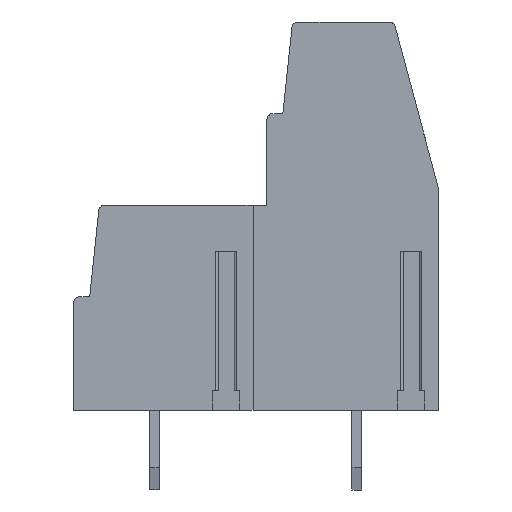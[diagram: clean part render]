
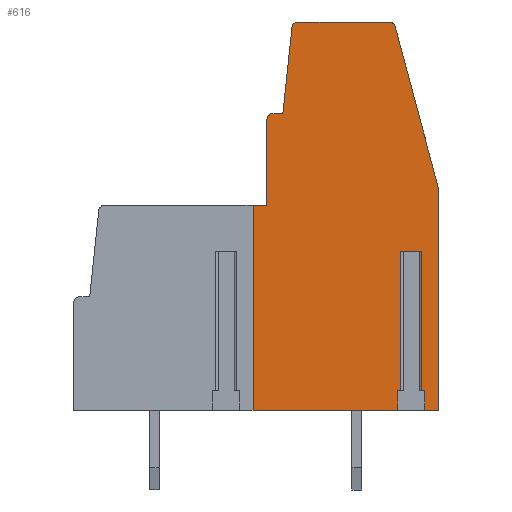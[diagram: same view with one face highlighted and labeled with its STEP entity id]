
A CAD part, front view. The second image highlights one B-rep face of the part: STEP entity #616.
In plain terms, the highlighted planar face has unit normal (0, -1, 0).
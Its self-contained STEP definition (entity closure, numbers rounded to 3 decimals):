
#616 = ADVANCED_FACE( '', ( #1251 ), #1252, .F. );
#1251 = FACE_OUTER_BOUND( '', #1880, .T. );
#1252 = PLANE( '', #1881 );
#1880 = EDGE_LOOP( '', ( #3669, #3670, #3671, #3672, #3673, #3674, #3675, #3676, #3677, #3678, #3679, #3680, #3681, #3682, #3683, #3684, #3685, #3686, #3687, #3688 ) );
#1881 = AXIS2_PLACEMENT_3D( '', #3689, #3690, #3691 );
#3669 = ORIENTED_EDGE( '', *, *, #3734, .T. );
#3670 = ORIENTED_EDGE( '', *, *, #4270, .F. );
#3671 = ORIENTED_EDGE( '', *, *, #4427, .F. );
#3672 = ORIENTED_EDGE( '', *, *, #4035, .T. );
#3673 = ORIENTED_EDGE( '', *, *, #4195, .F. );
#3674 = ORIENTED_EDGE( '', *, *, #4436, .T. );
#3675 = ORIENTED_EDGE( '', *, *, #3743, .T. );
#3676 = ORIENTED_EDGE( '', *, *, #4234, .T. );
#3677 = ORIENTED_EDGE( '', *, *, #4172, .T. );
#3678 = ORIENTED_EDGE( '', *, *, #4268, .F. );
#3679 = ORIENTED_EDGE( '', *, *, #3831, .F. );
#3680 = ORIENTED_EDGE( '', *, *, #3916, .F. );
#3681 = ORIENTED_EDGE( '', *, *, #4228, .F. );
#3682 = ORIENTED_EDGE( '', *, *, #4319, .F. );
#3683 = ORIENTED_EDGE( '', *, *, #4083, .F. );
#3684 = ORIENTED_EDGE( '', *, *, #4322, .F. );
#3685 = ORIENTED_EDGE( '', *, *, #4433, .F. );
#3686 = ORIENTED_EDGE( '', *, *, #4092, .F. );
#3687 = ORIENTED_EDGE( '', *, *, #4199, .F. );
#3688 = ORIENTED_EDGE( '', *, *, #4287, .F. );
#3689 = CARTESIAN_POINT( '', ( -15.546, 0., -14.1 ) );
#3690 = DIRECTION( '', ( 0., 1., 0. ) );
#3691 = DIRECTION( '', ( -1., 0., 0. ) );
#3734 = EDGE_CURVE( '', #4458, #4456, #4459, .T. );
#3743 = EDGE_CURVE( '', #4474, #4471, #4475, .T. );
#3831 = EDGE_CURVE( '', #4628, #4629, #4630, .T. );
#3916 = EDGE_CURVE( '', #4775, #4628, #4777, .T. );
#4035 = EDGE_CURVE( '', #4963, #4961, #4964, .T. );
#4083 = EDGE_CURVE( '', #5033, #5035, #5036, .T. );
#4092 = EDGE_CURVE( '', #5048, #5050, #5051, .T. );
#4172 = EDGE_CURVE( '', #5167, #5165, #5168, .T. );
#4195 = EDGE_CURVE( '', #5196, #4961, #5198, .T. );
#4199 = EDGE_CURVE( '', #5201, #5048, #5203, .T. );
#4228 = EDGE_CURVE( '', #5239, #4775, #5241, .T. );
#4234 = EDGE_CURVE( '', #4471, #5167, #5248, .T. );
#4268 = EDGE_CURVE( '', #4629, #5165, #5302, .T. );
#4270 = EDGE_CURVE( '', #5303, #4456, #5305, .T. );
#4287 = EDGE_CURVE( '', #4458, #5201, #5326, .T. );
#4319 = EDGE_CURVE( '', #5035, #5239, #5369, .T. );
#4322 = EDGE_CURVE( '', #5371, #5033, #5373, .T. );
#4427 = EDGE_CURVE( '', #4963, #5303, #5485, .T. );
#4433 = EDGE_CURVE( '', #5050, #5371, #5491, .T. );
#4436 = EDGE_CURVE( '', #5196, #4474, #5494, .T. );
#4456 = VERTEX_POINT( '', #5517 );
#4458 = VERTEX_POINT( '', #5520 );
#4459 = LINE( '', #5521, #5522 );
#4471 = VERTEX_POINT( '', #5539 );
#4474 = VERTEX_POINT( '', #5542 );
#4475 = LINE( '', #5543, #5544 );
#4628 = VERTEX_POINT( '', #5753 );
#4629 = VERTEX_POINT( '', #5754 );
#4630 = LINE( '', #5755, #5756 );
#4775 = VERTEX_POINT( '', #5961 );
#4777 = LINE( '', #5964, #5965 );
#4961 = VERTEX_POINT( '', #6229 );
#4963 = VERTEX_POINT( '', #6231 );
#4964 = LINE( '', #6232, #6233 );
#5033 = VERTEX_POINT( '', #6333 );
#5035 = VERTEX_POINT( '', #6336 );
#5036 = CIRCLE( '', #6337, 0.3 );
#5048 = VERTEX_POINT( '', #6353 );
#5050 = VERTEX_POINT( '', #6356 );
#5051 = CIRCLE( '', #6357, 0.3 );
#5165 = VERTEX_POINT( '', #6519 );
#5167 = VERTEX_POINT( '', #6522 );
#5168 = LINE( '', #6523, #6524 );
#5196 = VERTEX_POINT( '', #6564 );
#5198 = LINE( '', #6566, #6567 );
#5201 = VERTEX_POINT( '', #6571 );
#5203 = LINE( '', #6574, #6575 );
#5239 = VERTEX_POINT( '', #6629 );
#5241 = CIRCLE( '', #6632, 0.3 );
#5248 = LINE( '', #6639, #6640 );
#5302 = LINE( '', #6714, #6715 );
#5303 = VERTEX_POINT( '', #6716 );
#5305 = LINE( '', #6719, #6720 );
#5326 = LINE( '', #6752, #6753 );
#5369 = LINE( '', #6817, #6818 );
#5371 = VERTEX_POINT( '', #6820 );
#5373 = LINE( '', #6823, #6824 );
#5485 = LINE( '', #6975, #6976 );
#5491 = LINE( '', #6983, #6984 );
#5494 = LINE( '', #6987, #6988 );
#5517 = CARTESIAN_POINT( '', ( -6.846, 0., -19.5 ) );
#5520 = CARTESIAN_POINT( '', ( -6.846, 0., -9.2 ) );
#5521 = CARTESIAN_POINT( '', ( -6.846, 0., -14.1 ) );
#5522 = VECTOR( '', #7005, 1000. );
#5539 = CARTESIAN_POINT( '', ( 1.634, 0., -18.5 ) );
#5542 = CARTESIAN_POINT( '', ( 1.634, 0., -11.5 ) );
#5543 = CARTESIAN_POINT( '', ( 1.634, 0., -19.5 ) );
#5544 = VECTOR( '', #7014, 1000. );
#5753 = CARTESIAN_POINT( '', ( 2.454, 0., -8.3 ) );
#5754 = CARTESIAN_POINT( '', ( 2.454, 0., -19.5 ) );
#5755 = CARTESIAN_POINT( '', ( 2.454, 0., -19.5 ) );
#5756 = VECTOR( '', #7119, 1000. );
#5961 = CARTESIAN_POINT( '', ( 0.29, 0., -0.222 ) );
#5964 = CARTESIAN_POINT( '', ( 2.454, 0., -8.3 ) );
#5965 = VECTOR( '', #7205, 1000. );
#6229 = CARTESIAN_POINT( '', ( 0.574, 0., -18.5 ) );
#6231 = CARTESIAN_POINT( '', ( 0.433, 0., -18.5 ) );
#6232 = CARTESIAN_POINT( '', ( 1.775, 0., -18.5 ) );
#6233 = VECTOR( '', #7319, 1000. );
#6333 = CARTESIAN_POINT( '', ( -4.891, 0., -0.269 ) );
#6336 = CARTESIAN_POINT( '', ( -4.592, 0., 0. ) );
#6337 = AXIS2_PLACEMENT_3D( '', #7361, #7362, #7363 );
#6353 = CARTESIAN_POINT( '', ( -6.146, 0., -4.9 ) );
#6356 = CARTESIAN_POINT( '', ( -5.846, 0., -4.6 ) );
#6357 = AXIS2_PLACEMENT_3D( '', #7372, #7373, #7374 );
#6519 = CARTESIAN_POINT( '', ( 1.775, 0., -19.5 ) );
#6522 = CARTESIAN_POINT( '', ( 1.775, 0., -18.5 ) );
#6523 = CARTESIAN_POINT( '', ( 1.775, 0., -19.5 ) );
#6524 = VECTOR( '', #7448, 1000. );
#6564 = CARTESIAN_POINT( '', ( 0.574, 0., -11.5 ) );
#6566 = CARTESIAN_POINT( '', ( 0.574, 0., -19.5 ) );
#6567 = VECTOR( '', #7467, 1000. );
#6571 = CARTESIAN_POINT( '', ( -6.146, 0., -9.2 ) );
#6574 = CARTESIAN_POINT( '', ( -6.146, 0., -4.9 ) );
#6575 = VECTOR( '', #7470, 1000. );
#6629 = CARTESIAN_POINT( '', ( 0., 0., 0. ) );
#6632 = AXIS2_PLACEMENT_3D( '', #7493, #7494, #7495 );
#6639 = CARTESIAN_POINT( '', ( 1.775, 0., -18.5 ) );
#6640 = VECTOR( '', #7502, 1000. );
#6714 = CARTESIAN_POINT( '', ( -15.846, 0., -19.5 ) );
#6715 = VECTOR( '', #7550, 1000. );
#6716 = CARTESIAN_POINT( '', ( 0.433, 0., -19.5 ) );
#6719 = CARTESIAN_POINT( '', ( -15.846, 0., -19.5 ) );
#6720 = VECTOR( '', #7552, 1000. );
#6752 = CARTESIAN_POINT( '', ( -6.146, 0., -9.2 ) );
#6753 = VECTOR( '', #7573, 1000. );
#6817 = CARTESIAN_POINT( '', ( 0., 0., 0. ) );
#6818 = VECTOR( '', #7604, 1000. );
#6820 = CARTESIAN_POINT( '', ( -5.346, 0., -4.6 ) );
#6823 = CARTESIAN_POINT( '', ( -4.891, 0., -0.269 ) );
#6824 = VECTOR( '', #7606, 1000. );
#6975 = CARTESIAN_POINT( '', ( 0.433, 0., -19.5 ) );
#6976 = VECTOR( '', #7676, 1000. );
#6983 = CARTESIAN_POINT( '', ( -5.346, 0., -4.6 ) );
#6984 = VECTOR( '', #7678, 1000. );
#6987 = CARTESIAN_POINT( '', ( 1.634, 0., -11.5 ) );
#6988 = VECTOR( '', #7679, 1000. );
#7005 = DIRECTION( '', ( 0., 0., -1. ) );
#7014 = DIRECTION( '', ( 0., 0., -1. ) );
#7119 = DIRECTION( '', ( 0., 0., -1. ) );
#7205 = DIRECTION( '', ( 0.259, 0., -0.966 ) );
#7319 = DIRECTION( '', ( 1., 0., 0. ) );
#7361 = CARTESIAN_POINT( '', ( -4.592, 0., -0.3 ) );
#7362 = DIRECTION( '', ( 0., 1., 0. ) );
#7363 = DIRECTION( '', ( 0.669, 0., -0.743 ) );
#7372 = CARTESIAN_POINT( '', ( -5.846, 0., -4.9 ) );
#7373 = DIRECTION( '', ( 0., 1., 0. ) );
#7374 = DIRECTION( '', ( 0.707, 0., -0.707 ) );
#7448 = DIRECTION( '', ( 0., 0., -1. ) );
#7467 = DIRECTION( '', ( 0., 0., -1. ) );
#7470 = DIRECTION( '', ( 0., 0., 1. ) );
#7493 = CARTESIAN_POINT( '', ( 0., 0., -0.3 ) );
#7494 = DIRECTION( '', ( 0., 1., 0. ) );
#7495 = DIRECTION( '', ( -0.609, 0., -0.793 ) );
#7502 = DIRECTION( '', ( 1., 0., 0. ) );
#7550 = DIRECTION( '', ( -1., 0., 0. ) );
#7552 = DIRECTION( '', ( -1., 0., 0. ) );
#7573 = DIRECTION( '', ( 1., 0., 0. ) );
#7604 = DIRECTION( '', ( 1., 0., 0. ) );
#7606 = DIRECTION( '', ( 0.105, 0., 0.995 ) );
#7676 = DIRECTION( '', ( 0., 0., -1. ) );
#7678 = DIRECTION( '', ( 1., 0., 0. ) );
#7679 = DIRECTION( '', ( 1., 0., 0. ) );
